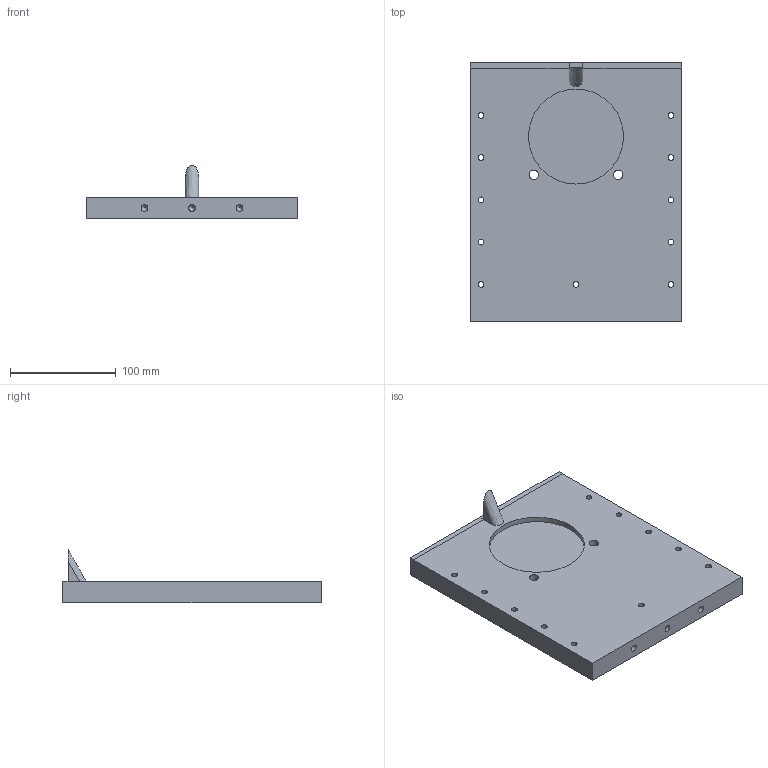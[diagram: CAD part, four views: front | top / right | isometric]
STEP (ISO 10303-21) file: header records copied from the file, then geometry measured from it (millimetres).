
FILE_DESCRIPTION(('FreeCAD Model'),'2;1');
FILE_NAME('Open CASCADE Shape Model','2025-02-28T20:46:30',(''),(''), 'Open CASCADE STEP processor 7.8','FreeCAD','Unknown');
FILE_SCHEMA(('AUTOMOTIVE_DESIGN { 1 0 10303 214 1 1 1 1 }'));
Length unit declared in the file: millimetre
Products named in the file (1): MoldFront
Bounding box: 200 x 245 x 50.31 mm (x, y, z)
Volume: 934844.3 mm3; surface area: 126041.9 mm2
Topology: 1 solids, 1 shells, 66 faces, 144 edges, 92 vertices
Faces by surface type: cylinder 33, plane 24, cone 8, extrusion 1
Full cylindrical faces by diameter (mm): 5.5 x11, 6.4 x8, 9 x13, 90 x1
Entity records: 4004 total; most frequent: CARTESIAN_POINT 996, DIRECTION 592, VECTOR 280, LINE 279, ORIENTED_EDGE 272, PCURVE 272, DEFINITIONAL_REPRESENTATION 272, EDGE_CURVE 136
